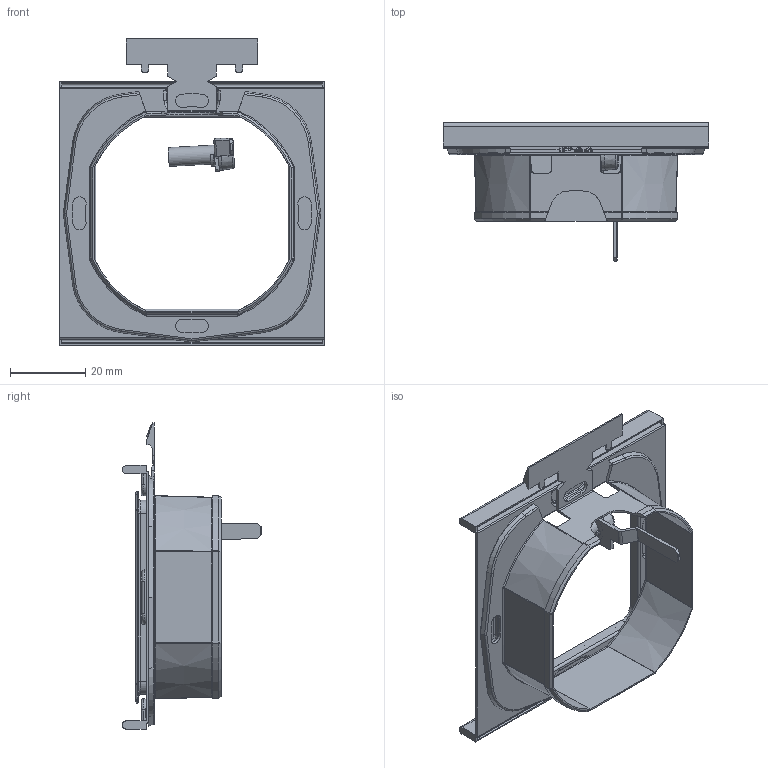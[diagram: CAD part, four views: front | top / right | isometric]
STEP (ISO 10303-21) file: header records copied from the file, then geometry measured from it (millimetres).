
FILE_DESCRIPTION((''),'2;1');
FILE_NAME('WAA1103_ASM','2025-06-11T08:29:20',('andolfs'),(''),'CREO PARAMETRIC BY PTC INC, 2023154','CREO PARAMETRIC BY PTC INC, 2023154','');
FILE_SCHEMA(('CONFIG_CONTROL_DESIGN','SHAPE_APPEARANCE_LAYERS_GROUPS'));
Products named in the file (6): W1D2160_99; 9024301000; 9101287000_ERDUNGSSTECKER; 9101287000_FEDERRING; ZYLINDERSCHRAUB_1000002967_PAE_000_AA; WAA1103_ASM
Assembly tree (5 placements, depth 2):
  WAA1103_ASM
    W1D2160_99
    9024301000
    9101287000_ERDUNGSSTECKER
    9101287000_FEDERRING
    ZYLINDERSCHRAUB_1000002967_PAE_000_AA
Bounding box: 70.5 x 36.94 x 81.3 mm (x, y, z)
Volume: 6474.3 mm3; surface area: 21642.4 mm2
Topology: 5 solids, 5 shells, 1613 faces, 4374 edges, 2821 vertices
Faces by surface type: plane 883, cylinder 286, extrusion 265, torus 89, bspline 36, cone 32, sphere 22
Entity records: 61003 total; most frequent: CARTESIAN_POINT 15242, ORIENTED_EDGE 8712, DIRECTION 7158, EDGE_CURVE 4356, VECTOR 3128, LINE 2863, VERTEX_POINT 2821, AXIS2_PLACEMENT_3D 2015
